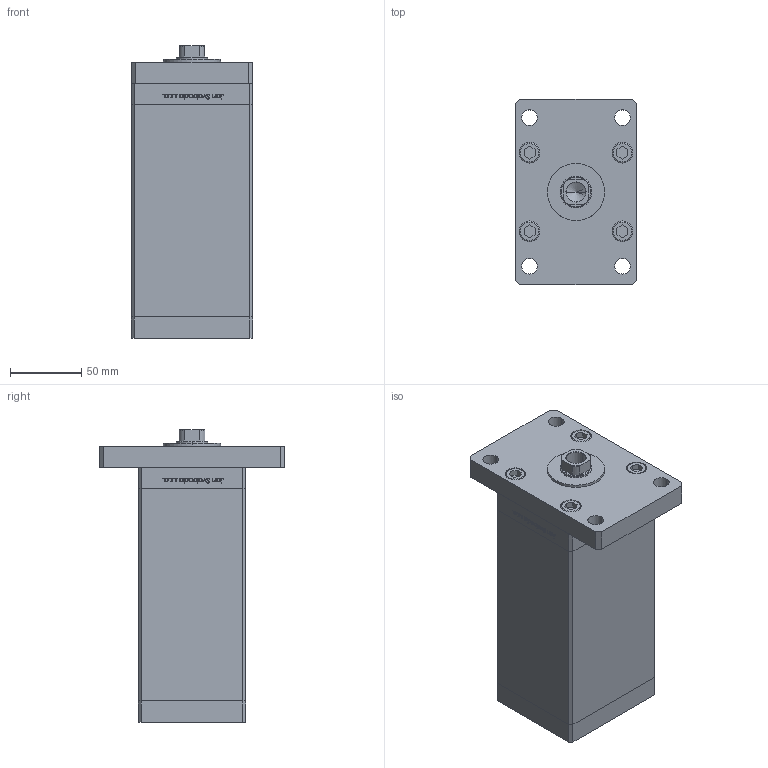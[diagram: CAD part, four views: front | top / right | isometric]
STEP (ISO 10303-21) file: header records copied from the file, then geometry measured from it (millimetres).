
FILE_DESCRIPTION (( 'STEP AP203' ), '1' );
FILE_NAME ('7308.STEP', '2025-10-10T08:49:17', ( '' ), ( '' ), 'SwSTEP 2.0', 'SolidWorks 2019', '' );
FILE_SCHEMA (( 'CONFIG_CONTROL_DESIGN' ));
Length unit declared in the file: millimetre
Products named in the file (7): V220C_F 98edfb5bd1eeca09a3c7ffafa2362b49; V220C_F_MIDDLE 98edfb5bd1eeca09a3c7ffafa2362b49; V220C_VC_F 98edfb5bd1eeca09a3c7ffafa2362b49; ALLEN BOLT 98edfb5bd1eeca09a3c7ffafa2362b49; 7308; V220C BACK_F 98edfb5bd1eeca09a3c7ffafa2362b49; V220C_FRONT_F 98edfb5bd1eeca09a3c7ffafa2362b49
Assembly tree (19 placements, depth 2):
  7308
    V220C BACK_F 98edfb5bd1eeca09a3c7ffafa2362b49
    V220C_F_MIDDLE 98edfb5bd1eeca09a3c7ffafa2362b49
    V220C_FRONT_F 98edfb5bd1eeca09a3c7ffafa2362b49
    V220C_F 98edfb5bd1eeca09a3c7ffafa2362b49
    ALLEN BOLT 98edfb5bd1eeca09a3c7ffafa2362b49  x14
    V220C_VC_F 98edfb5bd1eeca09a3c7ffafa2362b49
Bounding box: 85 x 130 x 205 mm (x, y, z)
Volume: 1165214.1 mm3; surface area: 198848.3 mm2
Topology: 19 solids, 19 shells, 1308 faces, 3237 edges, 2115 vertices
Faces by surface type: plane 515, bspline 484, cylinder 187, cone 62, torus 60
Entity records: 53616 total; most frequent: CARTESIAN_POINT 30476, ORIENTED_EDGE 5274, DIRECTION 3067, EDGE_CURVE 2637, VERTEX_POINT 1751, VECTOR 1367, LINE 1367, EDGE_LOOP 1208
